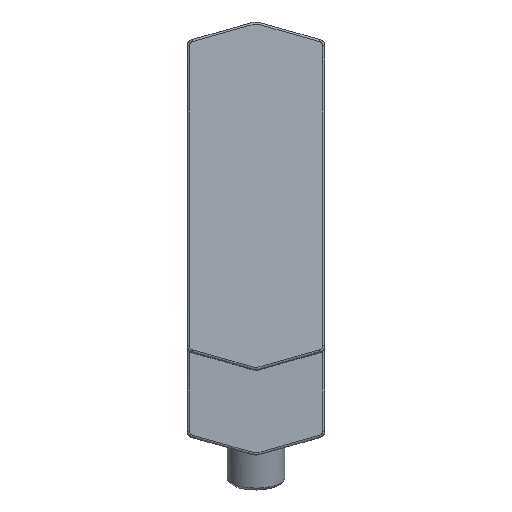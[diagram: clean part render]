
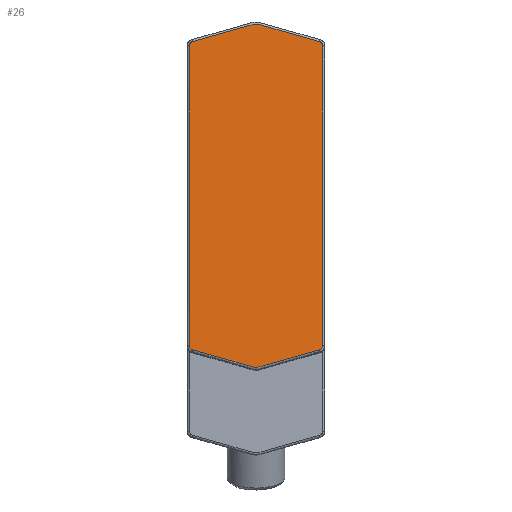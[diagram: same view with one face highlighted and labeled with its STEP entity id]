
A CAD part, top view. The second image highlights one B-rep face of the part: STEP entity #26.
In plain terms, the highlighted free-form (B-spline) face has degree [1, 1] with [2, 2] control points.
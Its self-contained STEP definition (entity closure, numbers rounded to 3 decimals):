
#26=ADVANCED_FACE('',(#157),#1553,.T.);
#157=FACE_OUTER_BOUND('',#288,.T.);
#288=EDGE_LOOP('',(#435,#436,#437,#438,#439,#440,#441,#442));
#435=ORIENTED_EDGE('',*,*,#1004,.F.);
#436=ORIENTED_EDGE('',*,*,#1008,.T.);
#437=ORIENTED_EDGE('',*,*,#1002,.F.);
#438=ORIENTED_EDGE('',*,*,#1005,.T.);
#439=ORIENTED_EDGE('',*,*,#1006,.F.);
#440=ORIENTED_EDGE('',*,*,#1007,.F.);
#441=ORIENTED_EDGE('',*,*,#1003,.F.);
#442=ORIENTED_EDGE('',*,*,#1001,.F.);
#1001=EDGE_CURVE('',#1288,#1289,#1632,.T.);
#1002=EDGE_CURVE('',#1290,#1291,#1633,.T.);
#1003=EDGE_CURVE('',#1289,#1292,#1634,.T.);
#1004=EDGE_CURVE('',#1293,#1288,#1635,.T.);
#1005=EDGE_CURVE('',#1290,#1294,#1636,.T.);
#1006=EDGE_CURVE('',#1295,#1294,#1637,.T.);
#1007=EDGE_CURVE('',#1292,#1295,#1638,.T.);
#1008=EDGE_CURVE('',#1293,#1291,#1639,.T.);
#1288=VERTEX_POINT('',#3640);
#1289=VERTEX_POINT('',#3641);
#1290=VERTEX_POINT('',#3642);
#1291=VERTEX_POINT('',#3643);
#1292=VERTEX_POINT('',#3644);
#1293=VERTEX_POINT('',#3645);
#1294=VERTEX_POINT('',#3646);
#1295=VERTEX_POINT('',#3647);
#1553=B_SPLINE_SURFACE_WITH_KNOTS('',1,1,((#2510,#2511),(#2512,#2513)),.UNSPECIFIED.,
.F.,.F.,.F.,(2,2),(2,2),(-41.706,-0.294),(-5.811,
100.383),.UNSPECIFIED.);
#1632=(
BOUNDED_CURVE()
B_SPLINE_CURVE(3,(#1983,#1984,#1985,#1986),.UNSPECIFIED.,.F.,.F.)
B_SPLINE_CURVE_WITH_KNOTS((4,4),(0.,1.682),.UNSPECIFIED.)
CURVE()
GEOMETRIC_REPRESENTATION_ITEM()
RATIONAL_B_SPLINE_CURVE((1.,1.,1.,1.))
REPRESENTATION_ITEM('')
);
#1633=(
BOUNDED_CURVE()
B_SPLINE_CURVE(3,(#1987,#1988,#1989,#1990),.UNSPECIFIED.,.F.,.F.)
B_SPLINE_CURVE_WITH_KNOTS((4,4),(1.508,93.104),.UNSPECIFIED.)
CURVE()
GEOMETRIC_REPRESENTATION_ITEM()
RATIONAL_B_SPLINE_CURVE((1.,1.,1.,1.))
REPRESENTATION_ITEM('')
);
#1634=(
BOUNDED_CURVE()
B_SPLINE_CURVE(3,(#1991,#1992,#1993,#1994),.UNSPECIFIED.,.F.,.F.)
B_SPLINE_CURVE_WITH_KNOTS((4,4),(1.469,93.065),.UNSPECIFIED.)
CURVE()
GEOMETRIC_REPRESENTATION_ITEM()
RATIONAL_B_SPLINE_CURVE((1.,1.,1.,1.))
REPRESENTATION_ITEM('')
);
#1635=(
BOUNDED_CURVE()
B_SPLINE_CURVE(3,(#1995,#1996,#1997,#1998,#1999,#2000,#2001,#2002,#2003,
#2004,#2005),.UNSPECIFIED.,.F.,.F.)
B_SPLINE_CURVE_WITH_KNOTS((4,3,1,3,4),(1.52,20.426,
21.622,22.819,41.725),.UNSPECIFIED.)
CURVE()
GEOMETRIC_REPRESENTATION_ITEM()
RATIONAL_B_SPLINE_CURVE((1.,1.,1.,1.,1.,1.,1.,1.,1.,1.,1.))
REPRESENTATION_ITEM('')
);
#1636=(
BOUNDED_CURVE()
B_SPLINE_CURVE(3,(#2006,#2007,#2008,#2009),.UNSPECIFIED.,.F.,.F.)
B_SPLINE_CURVE_WITH_KNOTS((4,4),(0.,1.679),.UNSPECIFIED.)
CURVE()
GEOMETRIC_REPRESENTATION_ITEM()
RATIONAL_B_SPLINE_CURVE((1.,1.,1.,1.))
REPRESENTATION_ITEM('')
);
#1637=(
BOUNDED_CURVE()
B_SPLINE_CURVE(3,(#2010,#2011,#2012,#2013,#2014,#2015,#2016,#2017,#2018,
#2019,#2020,#2021,#2022,#2023,#2024,#2025,#2026,#2027,#2028),.UNSPECIFIED.,
.F.,.F.)
B_SPLINE_CURVE_WITH_KNOTS((4,3,3,3,3,3,4),(1.508,19.082,
20.441,21.611,22.783,24.14,41.714),
.UNSPECIFIED.)
CURVE()
GEOMETRIC_REPRESENTATION_ITEM()
RATIONAL_B_SPLINE_CURVE((1.,1.,1.,1.,1.,1.,1.,1.,1.,1.,1.,1.,1.,1.,1.,1.,
1.,1.,1.))
REPRESENTATION_ITEM('')
);
#1638=(
BOUNDED_CURVE()
B_SPLINE_CURVE(3,(#2029,#2030,#2031,#2032),.UNSPECIFIED.,.F.,.F.)
B_SPLINE_CURVE_WITH_KNOTS((4,4),(0.,1.679),.UNSPECIFIED.)
CURVE()
GEOMETRIC_REPRESENTATION_ITEM()
RATIONAL_B_SPLINE_CURVE((1.,1.,1.,1.))
REPRESENTATION_ITEM('')
);
#1639=(
BOUNDED_CURVE()
B_SPLINE_CURVE(3,(#2033,#2034,#2035,#2036),.UNSPECIFIED.,.F.,.F.)
B_SPLINE_CURVE_WITH_KNOTS((4,4),(0.,1.682),.UNSPECIFIED.)
CURVE()
GEOMETRIC_REPRESENTATION_ITEM()
RATIONAL_B_SPLINE_CURVE((1.,1.,1.,1.))
REPRESENTATION_ITEM('')
);
#1983=CARTESIAN_POINT('',(-240.643,14.984,150.948));
#1984=CARTESIAN_POINT('',(-240.096,14.837,150.957));
#1985=CARTESIAN_POINT('',(-239.691,14.299,150.99));
#1986=CARTESIAN_POINT('',(-239.7,13.734,151.024));
#1987=CARTESIAN_POINT('',(-280.3,-77.695,156.558));
#1988=CARTESIAN_POINT('',(-280.3,-47.219,154.713));
#1989=CARTESIAN_POINT('',(-280.3,-16.742,152.869));
#1990=CARTESIAN_POINT('',(-280.3,13.734,151.024));
#1991=CARTESIAN_POINT('',(-239.7,13.734,151.024));
#1992=CARTESIAN_POINT('',(-239.7,-16.742,152.869));
#1993=CARTESIAN_POINT('',(-239.7,-47.219,154.713));
#1994=CARTESIAN_POINT('',(-239.7,-77.695,156.558));
#1995=CARTESIAN_POINT('',(-279.357,14.984,150.948));
#1996=CARTESIAN_POINT('',(-273.299,16.715,150.843));
#1997=CARTESIAN_POINT('',(-267.24,18.446,150.739));
#1998=CARTESIAN_POINT('',(-261.181,20.177,150.634));
#1999=CARTESIAN_POINT('',(-260.798,20.287,150.627));
#2000=CARTESIAN_POINT('',(-260.,20.398,150.621));
#2001=CARTESIAN_POINT('',(-259.202,20.287,150.627));
#2002=CARTESIAN_POINT('',(-258.819,20.177,150.634));
#2003=CARTESIAN_POINT('',(-252.76,18.446,150.739));
#2004=CARTESIAN_POINT('',(-246.701,16.715,150.843));
#2005=CARTESIAN_POINT('',(-240.643,14.984,150.948));
#2006=CARTESIAN_POINT('',(-280.3,-77.695,156.558));
#2007=CARTESIAN_POINT('',(-280.309,-78.259,156.592));
#2008=CARTESIAN_POINT('',(-279.904,-78.796,156.624));
#2009=CARTESIAN_POINT('',(-279.358,-78.943,156.633));
#2010=CARTESIAN_POINT('',(-240.642,-78.943,156.633));
#2011=CARTESIAN_POINT('',(-246.274,-80.552,156.731));
#2012=CARTESIAN_POINT('',(-251.906,-82.161,156.828));
#2013=CARTESIAN_POINT('',(-257.538,-83.77,156.926));
#2014=CARTESIAN_POINT('',(-257.973,-83.894,156.933));
#2015=CARTESIAN_POINT('',(-258.408,-84.021,156.941));
#2016=CARTESIAN_POINT('',(-258.844,-84.143,156.948));
#2017=CARTESIAN_POINT('',(-259.22,-84.249,156.955));
#2018=CARTESIAN_POINT('',(-259.61,-84.302,156.958));
#2019=CARTESIAN_POINT('',(-260.,-84.301,156.958));
#2020=CARTESIAN_POINT('',(-260.391,-84.302,156.958));
#2021=CARTESIAN_POINT('',(-260.781,-84.248,156.955));
#2022=CARTESIAN_POINT('',(-261.158,-84.142,156.948));
#2023=CARTESIAN_POINT('',(-261.593,-84.021,156.941));
#2024=CARTESIAN_POINT('',(-262.027,-83.894,156.933));
#2025=CARTESIAN_POINT('',(-262.462,-83.77,156.926));
#2026=CARTESIAN_POINT('',(-268.094,-82.161,156.828));
#2027=CARTESIAN_POINT('',(-273.726,-80.552,156.731));
#2028=CARTESIAN_POINT('',(-279.358,-78.943,156.633));
#2029=CARTESIAN_POINT('',(-239.7,-77.695,156.558));
#2030=CARTESIAN_POINT('',(-239.691,-78.259,156.592));
#2031=CARTESIAN_POINT('',(-240.096,-78.796,156.624));
#2032=CARTESIAN_POINT('',(-240.642,-78.943,156.633));
#2033=CARTESIAN_POINT('',(-279.357,14.984,150.948));
#2034=CARTESIAN_POINT('',(-279.904,14.837,150.957));
#2035=CARTESIAN_POINT('',(-280.309,14.299,150.99));
#2036=CARTESIAN_POINT('',(-280.3,13.734,151.024));
#2510=CARTESIAN_POINT('',(-239.294,21.,150.584));
#2511=CARTESIAN_POINT('',(-239.294,-85.,157.));
#2512=CARTESIAN_POINT('',(-280.706,21.,150.584));
#2513=CARTESIAN_POINT('',(-280.706,-85.,157.));
#3640=CARTESIAN_POINT('',(-240.643,14.984,150.948));
#3641=CARTESIAN_POINT('',(-239.7,13.734,151.024));
#3642=CARTESIAN_POINT('',(-280.3,-77.695,156.558));
#3643=CARTESIAN_POINT('',(-280.3,13.734,151.024));
#3644=CARTESIAN_POINT('',(-239.7,-77.695,156.558));
#3645=CARTESIAN_POINT('',(-279.357,14.984,150.948));
#3646=CARTESIAN_POINT('',(-279.358,-78.943,156.633));
#3647=CARTESIAN_POINT('',(-240.642,-78.943,156.633));
